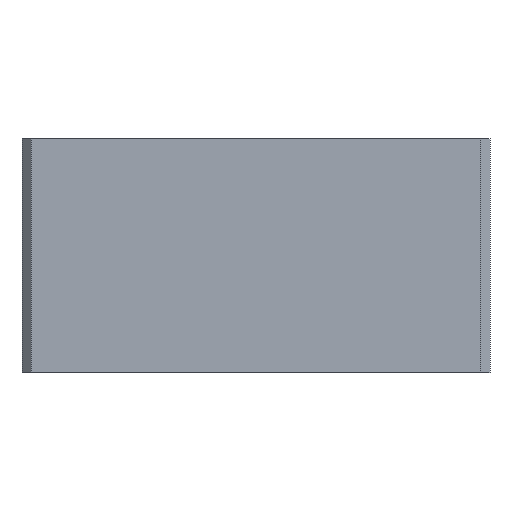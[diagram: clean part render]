
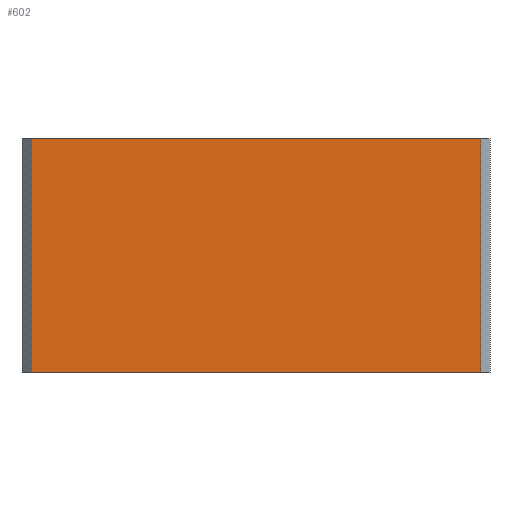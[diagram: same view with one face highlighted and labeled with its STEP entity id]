
A CAD part, left-side view. The second image highlights one B-rep face of the part: STEP entity #602.
In plain terms, the highlighted planar face has unit normal (-1, 0, 0).
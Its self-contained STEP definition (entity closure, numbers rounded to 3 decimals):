
#1 = VECTOR ( 'NONE', #428, 1000. ) ;
#11 = CARTESIAN_POINT ( 'NONE',  ( -50., 50., 0. ) ) ;
#18 = CARTESIAN_POINT ( 'NONE',  ( -50., 50., 50. ) ) ;
#68 = LINE ( 'NONE', #370, #482 ) ;
#152 = LINE ( 'NONE', #311, #324 ) ;
#204 = CARTESIAN_POINT ( 'NONE',  ( -50., -48., 0. ) ) ;
#244 = DIRECTION ( 'NONE',  ( 1., 0., 0. ) ) ;
#249 = CARTESIAN_POINT ( 'NONE',  ( -50., -48., 50. ) ) ;
#302 = FACE_OUTER_BOUND ( 'NONE', #527, .T. ) ;
#309 = ORIENTED_EDGE ( 'NONE', *, *, #660, .T. ) ;
#311 = CARTESIAN_POINT ( 'NONE',  ( -50., 48., 50. ) ) ;
#324 = VECTOR ( 'NONE', #384, 1000. ) ;
#333 = VERTEX_POINT ( 'NONE', #654 ) ;
#334 = AXIS2_PLACEMENT_3D ( 'NONE', #18, #244, #556 ) ;
#363 = VECTOR ( 'NONE', #692, 1000. ) ;
#370 = CARTESIAN_POINT ( 'NONE',  ( -50., 50., 50. ) ) ;
#380 = VERTEX_POINT ( 'NONE', #618 ) ;
#384 = DIRECTION ( 'NONE',  ( 0., 0., -1. ) ) ;
#428 = DIRECTION ( 'NONE',  ( 0., -1., 0. ) ) ;
#430 = ORIENTED_EDGE ( 'NONE', *, *, #469, .T. ) ;
#454 = ORIENTED_EDGE ( 'NONE', *, *, #541, .T. ) ;
#464 = LINE ( 'NONE', #249, #363 ) ;
#469 = EDGE_CURVE ( 'NONE', #333, #651, #632, .T. ) ;
#481 = EDGE_CURVE ( 'NONE', #547, #380, #68, .T. ) ;
#482 = VECTOR ( 'NONE', #649, 1000. ) ;
#527 = EDGE_LOOP ( 'NONE', ( #430, #454, #563, #309 ) ) ;
#534 = PLANE ( 'NONE',  #334 ) ;
#541 = EDGE_CURVE ( 'NONE', #651, #380, #464, .T. ) ;
#547 = VERTEX_POINT ( 'NONE', #597 ) ;
#556 = DIRECTION ( 'NONE',  ( 0., 1., 0. ) ) ;
#563 = ORIENTED_EDGE ( 'NONE', *, *, #481, .F. ) ;
#597 = CARTESIAN_POINT ( 'NONE',  ( -50., 48., 50. ) ) ;
#602 = ADVANCED_FACE ( 'NONE', ( #302 ), #534, .F. ) ;
#618 = CARTESIAN_POINT ( 'NONE',  ( -50., -48., 50. ) ) ;
#632 = LINE ( 'NONE', #11, #1 ) ;
#649 = DIRECTION ( 'NONE',  ( 0., -1., 0. ) ) ;
#651 = VERTEX_POINT ( 'NONE', #204 ) ;
#654 = CARTESIAN_POINT ( 'NONE',  ( -50., 48., 0. ) ) ;
#660 = EDGE_CURVE ( 'NONE', #547, #333, #152, .T. ) ;
#692 = DIRECTION ( 'NONE',  ( 0., 0., 1. ) ) ;
